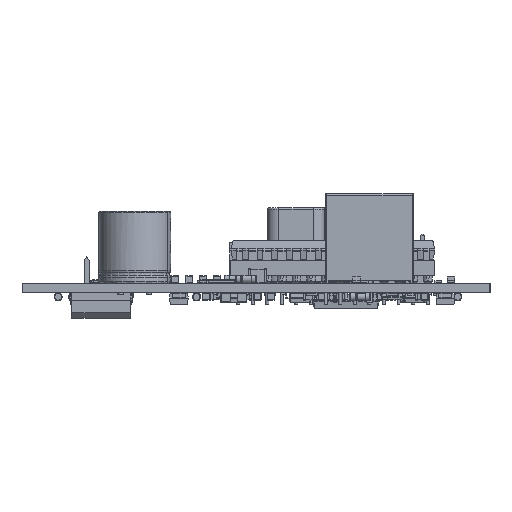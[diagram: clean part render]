
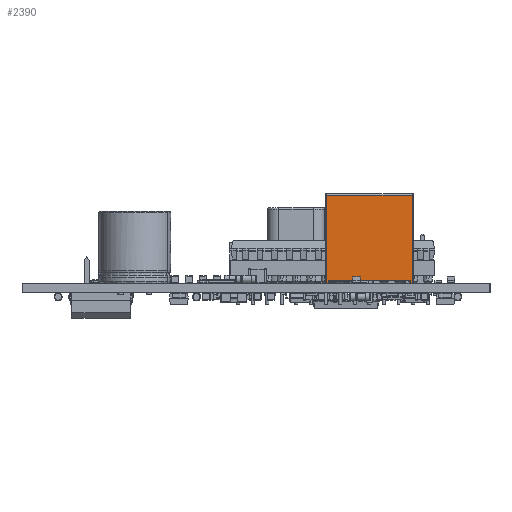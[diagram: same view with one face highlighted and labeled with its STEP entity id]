
A CAD part, left-side view. The second image highlights one B-rep face of the part: STEP entity #2390.
In plain terms, the highlighted face is planar.
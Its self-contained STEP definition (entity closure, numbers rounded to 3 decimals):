
#895 = PLANE('',#896);
#896 = AXIS2_PLACEMENT_3D('',#897,#898,#899);
#897 = CARTESIAN_POINT('',(8.5,0.,0.48));
#898 = DIRECTION('',(0.,0.,-1.));
#899 = DIRECTION('',(-1.,0.,0.));
#1213 = VERTEX_POINT('',#1214);
#1214 = CARTESIAN_POINT('',(18.3,7.2,0.48));
#1228 = PLANE('',#1229);
#1229 = AXIS2_PLACEMENT_3D('',#1230,#1231,#1232);
#1230 = CARTESIAN_POINT('',(-1.3,7.2,0.1));
#1231 = DIRECTION('',(0.,1.,0.));
#1232 = DIRECTION('',(1.,0.,0.));
#1240 = EDGE_CURVE('',#1241,#1213,#1243,.T.);
#1241 = VERTEX_POINT('',#1242);
#1242 = CARTESIAN_POINT('',(18.3,-7.2,0.48));
#1243 = SURFACE_CURVE('',#1244,(#1248,#1255),.PCURVE_S1.);
#1244 = LINE('',#1245,#1246);
#1245 = CARTESIAN_POINT('',(18.3,3.85,0.48));
#1246 = VECTOR('',#1247,1.);
#1247 = DIRECTION('',(0.,1.,0.));
#1248 = PCURVE('',#895,#1249);
#1249 = DEFINITIONAL_REPRESENTATION('',(#1250),#1254);
#1250 = LINE('',#1251,#1252);
#1251 = CARTESIAN_POINT('',(-9.8,3.85));
#1252 = VECTOR('',#1253,1.);
#1253 = DIRECTION('',(0.,1.));
#1254 = ( GEOMETRIC_REPRESENTATION_CONTEXT(2) 
PARAMETRIC_REPRESENTATION_CONTEXT() REPRESENTATION_CONTEXT('2D SPACE',''
  ) );
#1255 = PCURVE('',#1256,#1261);
#1256 = PLANE('',#1257);
#1257 = AXIS2_PLACEMENT_3D('',#1258,#1259,#1260);
#1258 = CARTESIAN_POINT('',(18.3,7.7,0.1));
#1259 = DIRECTION('',(1.,0.,0.));
#1260 = DIRECTION('',(0.,-1.,0.));
#1261 = DEFINITIONAL_REPRESENTATION('',(#1262),#1266);
#1262 = LINE('',#1263,#1264);
#1263 = CARTESIAN_POINT('',(3.85,-0.38));
#1264 = VECTOR('',#1265,1.);
#1265 = DIRECTION('',(-1.,0.));
#1266 = ( GEOMETRIC_REPRESENTATION_CONTEXT(2) 
PARAMETRIC_REPRESENTATION_CONTEXT() REPRESENTATION_CONTEXT('2D SPACE',''
  ) );
#1284 = PLANE('',#1285);
#1285 = AXIS2_PLACEMENT_3D('',#1286,#1287,#1288);
#1286 = CARTESIAN_POINT('',(19.3,-7.2,0.1));
#1287 = DIRECTION('',(0.,-1.,0.));
#1288 = DIRECTION('',(-1.,0.,0.));
#2077 = PLANE('',#2078);
#2078 = AXIS2_PLACEMENT_3D('',#2079,#2080,#2081);
#2079 = CARTESIAN_POINT('',(8.5,0.,0.1));
#2080 = DIRECTION('',(-0.,-0.,-1.));
#2081 = DIRECTION('',(-1.,0.,0.));
#2153 = CYLINDRICAL_SURFACE('',#2154,0.25);
#2154 = AXIS2_PLACEMENT_3D('',#2155,#2156,#2157);
#2155 = CARTESIAN_POINT('',(18.05,7.45,0.1));
#2156 = DIRECTION('',(0.,0.,1.));
#2157 = DIRECTION('',(1.,0.,-0.));
#2297 = VERTEX_POINT('',#2298);
#2298 = CARTESIAN_POINT('',(18.3,7.2,0.1));
#2321 = EDGE_CURVE('',#2297,#1213,#2322,.T.);
#2322 = SURFACE_CURVE('',#2323,(#2327,#2334),.PCURVE_S1.);
#2323 = LINE('',#2324,#2325);
#2324 = CARTESIAN_POINT('',(18.3,7.2,0.1));
#2325 = VECTOR('',#2326,1.);
#2326 = DIRECTION('',(0.,0.,1.));
#2327 = PCURVE('',#1228,#2328);
#2328 = DEFINITIONAL_REPRESENTATION('',(#2329),#2333);
#2329 = LINE('',#2330,#2331);
#2330 = CARTESIAN_POINT('',(19.6,0.));
#2331 = VECTOR('',#2332,1.);
#2332 = DIRECTION('',(0.,-1.));
#2333 = ( GEOMETRIC_REPRESENTATION_CONTEXT(2) 
PARAMETRIC_REPRESENTATION_CONTEXT() REPRESENTATION_CONTEXT('2D SPACE',''
  ) );
#2334 = PCURVE('',#1256,#2335);
#2335 = DEFINITIONAL_REPRESENTATION('',(#2336),#2340);
#2336 = LINE('',#2337,#2338);
#2337 = CARTESIAN_POINT('',(0.5,0.));
#2338 = VECTOR('',#2339,1.);
#2339 = DIRECTION('',(0.,-1.));
#2340 = ( GEOMETRIC_REPRESENTATION_CONTEXT(2) 
PARAMETRIC_REPRESENTATION_CONTEXT() REPRESENTATION_CONTEXT('2D SPACE',''
  ) );
#2390 = ADVANCED_FACE('',(#2391),#1256,.T.);
#2391 = FACE_BOUND('',#2392,.T.);
#2392 = EDGE_LOOP('',(#2393,#2418,#2446,#2474,#2502,#2523,#2524,#2525));
#2393 = ORIENTED_EDGE('',*,*,#2394,.T.);
#2394 = EDGE_CURVE('',#2395,#2397,#2399,.T.);
#2395 = VERTEX_POINT('',#2396);
#2396 = CARTESIAN_POINT('',(18.3,7.45,0.1));
#2397 = VERTEX_POINT('',#2398);
#2398 = CARTESIAN_POINT('',(18.3,7.45,15.35));
#2399 = SURFACE_CURVE('',#2400,(#2404,#2411),.PCURVE_S1.);
#2400 = LINE('',#2401,#2402);
#2401 = CARTESIAN_POINT('',(18.3,7.45,0.1));
#2402 = VECTOR('',#2403,1.);
#2403 = DIRECTION('',(0.,0.,1.));
#2404 = PCURVE('',#1256,#2405);
#2405 = DEFINITIONAL_REPRESENTATION('',(#2406),#2410);
#2406 = LINE('',#2407,#2408);
#2407 = CARTESIAN_POINT('',(0.25,0.));
#2408 = VECTOR('',#2409,1.);
#2409 = DIRECTION('',(0.,-1.));
#2410 = ( GEOMETRIC_REPRESENTATION_CONTEXT(2) 
PARAMETRIC_REPRESENTATION_CONTEXT() REPRESENTATION_CONTEXT('2D SPACE',''
  ) );
#2411 = PCURVE('',#2153,#2412);
#2412 = DEFINITIONAL_REPRESENTATION('',(#2413),#2417);
#2413 = LINE('',#2414,#2415);
#2414 = CARTESIAN_POINT('',(0.,0.));
#2415 = VECTOR('',#2416,1.);
#2416 = DIRECTION('',(0.,1.));
#2417 = ( GEOMETRIC_REPRESENTATION_CONTEXT(2) 
PARAMETRIC_REPRESENTATION_CONTEXT() REPRESENTATION_CONTEXT('2D SPACE',''
  ) );
#2418 = ORIENTED_EDGE('',*,*,#2419,.T.);
#2419 = EDGE_CURVE('',#2397,#2420,#2422,.T.);
#2420 = VERTEX_POINT('',#2421);
#2421 = CARTESIAN_POINT('',(18.3,-7.45,15.35));
#2422 = SURFACE_CURVE('',#2423,(#2427,#2434),.PCURVE_S1.);
#2423 = LINE('',#2424,#2425);
#2424 = CARTESIAN_POINT('',(18.3,7.45,15.35));
#2425 = VECTOR('',#2426,1.);
#2426 = DIRECTION('',(0.,-1.,0.));
#2427 = PCURVE('',#1256,#2428);
#2428 = DEFINITIONAL_REPRESENTATION('',(#2429),#2433);
#2429 = LINE('',#2430,#2431);
#2430 = CARTESIAN_POINT('',(0.25,-15.25));
#2431 = VECTOR('',#2432,1.);
#2432 = DIRECTION('',(1.,0.));
#2433 = ( GEOMETRIC_REPRESENTATION_CONTEXT(2) 
PARAMETRIC_REPRESENTATION_CONTEXT() REPRESENTATION_CONTEXT('2D SPACE',''
  ) );
#2434 = PCURVE('',#2435,#2440);
#2435 = CYLINDRICAL_SURFACE('',#2436,0.25);
#2436 = AXIS2_PLACEMENT_3D('',#2437,#2438,#2439);
#2437 = CARTESIAN_POINT('',(18.05,7.45,15.35));
#2438 = DIRECTION('',(0.,-1.,0.));
#2439 = DIRECTION('',(0.,0.,1.));
#2440 = DEFINITIONAL_REPRESENTATION('',(#2441),#2445);
#2441 = LINE('',#2442,#2443);
#2442 = CARTESIAN_POINT('',(4.712,0.));
#2443 = VECTOR('',#2444,1.);
#2444 = DIRECTION('',(0.,1.));
#2445 = ( GEOMETRIC_REPRESENTATION_CONTEXT(2) 
PARAMETRIC_REPRESENTATION_CONTEXT() REPRESENTATION_CONTEXT('2D SPACE',''
  ) );
#2446 = ORIENTED_EDGE('',*,*,#2447,.F.);
#2447 = EDGE_CURVE('',#2448,#2420,#2450,.T.);
#2448 = VERTEX_POINT('',#2449);
#2449 = CARTESIAN_POINT('',(18.3,-7.45,0.1));
#2450 = SURFACE_CURVE('',#2451,(#2455,#2462),.PCURVE_S1.);
#2451 = LINE('',#2452,#2453);
#2452 = CARTESIAN_POINT('',(18.3,-7.45,0.1));
#2453 = VECTOR('',#2454,1.);
#2454 = DIRECTION('',(0.,0.,1.));
#2455 = PCURVE('',#1256,#2456);
#2456 = DEFINITIONAL_REPRESENTATION('',(#2457),#2461);
#2457 = LINE('',#2458,#2459);
#2458 = CARTESIAN_POINT('',(15.15,0.));
#2459 = VECTOR('',#2460,1.);
#2460 = DIRECTION('',(0.,-1.));
#2461 = ( GEOMETRIC_REPRESENTATION_CONTEXT(2) 
PARAMETRIC_REPRESENTATION_CONTEXT() REPRESENTATION_CONTEXT('2D SPACE',''
  ) );
#2462 = PCURVE('',#2463,#2468);
#2463 = CYLINDRICAL_SURFACE('',#2464,0.25);
#2464 = AXIS2_PLACEMENT_3D('',#2465,#2466,#2467);
#2465 = CARTESIAN_POINT('',(18.05,-7.45,0.1));
#2466 = DIRECTION('',(0.,0.,1.));
#2467 = DIRECTION('',(0.,-1.,0.));
#2468 = DEFINITIONAL_REPRESENTATION('',(#2469),#2473);
#2469 = LINE('',#2470,#2471);
#2470 = CARTESIAN_POINT('',(1.571,0.));
#2471 = VECTOR('',#2472,1.);
#2472 = DIRECTION('',(0.,1.));
#2473 = ( GEOMETRIC_REPRESENTATION_CONTEXT(2) 
PARAMETRIC_REPRESENTATION_CONTEXT() REPRESENTATION_CONTEXT('2D SPACE',''
  ) );
#2474 = ORIENTED_EDGE('',*,*,#2475,.F.);
#2475 = EDGE_CURVE('',#2476,#2448,#2478,.T.);
#2476 = VERTEX_POINT('',#2477);
#2477 = CARTESIAN_POINT('',(18.3,-7.2,0.1));
#2478 = SURFACE_CURVE('',#2479,(#2483,#2490),.PCURVE_S1.);
#2479 = LINE('',#2480,#2481);
#2480 = CARTESIAN_POINT('',(18.3,7.7,0.1));
#2481 = VECTOR('',#2482,1.);
#2482 = DIRECTION('',(0.,-1.,0.));
#2483 = PCURVE('',#1256,#2484);
#2484 = DEFINITIONAL_REPRESENTATION('',(#2485),#2489);
#2485 = LINE('',#2486,#2487);
#2486 = CARTESIAN_POINT('',(0.,0.));
#2487 = VECTOR('',#2488,1.);
#2488 = DIRECTION('',(1.,0.));
#2489 = ( GEOMETRIC_REPRESENTATION_CONTEXT(2) 
PARAMETRIC_REPRESENTATION_CONTEXT() REPRESENTATION_CONTEXT('2D SPACE',''
  ) );
#2490 = PCURVE('',#2491,#2496);
#2491 = PLANE('',#2492);
#2492 = AXIS2_PLACEMENT_3D('',#2493,#2494,#2495);
#2493 = CARTESIAN_POINT('',(8.5,0.,0.1));
#2494 = DIRECTION('',(-0.,-0.,-1.));
#2495 = DIRECTION('',(-1.,0.,0.));
#2496 = DEFINITIONAL_REPRESENTATION('',(#2497),#2501);
#2497 = LINE('',#2498,#2499);
#2498 = CARTESIAN_POINT('',(-9.8,7.7));
#2499 = VECTOR('',#2500,1.);
#2500 = DIRECTION('',(0.,-1.));
#2501 = ( GEOMETRIC_REPRESENTATION_CONTEXT(2) 
PARAMETRIC_REPRESENTATION_CONTEXT() REPRESENTATION_CONTEXT('2D SPACE',''
  ) );
#2502 = ORIENTED_EDGE('',*,*,#2503,.F.);
#2503 = EDGE_CURVE('',#1241,#2476,#2504,.T.);
#2504 = SURFACE_CURVE('',#2505,(#2509,#2516),.PCURVE_S1.);
#2505 = LINE('',#2506,#2507);
#2506 = CARTESIAN_POINT('',(18.3,-7.2,0.1));
#2507 = VECTOR('',#2508,1.);
#2508 = DIRECTION('',(0.,0.,-1.));
#2509 = PCURVE('',#1256,#2510);
#2510 = DEFINITIONAL_REPRESENTATION('',(#2511),#2515);
#2511 = LINE('',#2512,#2513);
#2512 = CARTESIAN_POINT('',(14.9,0.));
#2513 = VECTOR('',#2514,1.);
#2514 = DIRECTION('',(0.,1.));
#2515 = ( GEOMETRIC_REPRESENTATION_CONTEXT(2) 
PARAMETRIC_REPRESENTATION_CONTEXT() REPRESENTATION_CONTEXT('2D SPACE',''
  ) );
#2516 = PCURVE('',#1284,#2517);
#2517 = DEFINITIONAL_REPRESENTATION('',(#2518),#2522);
#2518 = LINE('',#2519,#2520);
#2519 = CARTESIAN_POINT('',(1.,0.));
#2520 = VECTOR('',#2521,1.);
#2521 = DIRECTION('',(0.,1.));
#2522 = ( GEOMETRIC_REPRESENTATION_CONTEXT(2) 
PARAMETRIC_REPRESENTATION_CONTEXT() REPRESENTATION_CONTEXT('2D SPACE',''
  ) );
#2523 = ORIENTED_EDGE('',*,*,#1240,.T.);
#2524 = ORIENTED_EDGE('',*,*,#2321,.F.);
#2525 = ORIENTED_EDGE('',*,*,#2526,.F.);
#2526 = EDGE_CURVE('',#2395,#2297,#2527,.T.);
#2527 = SURFACE_CURVE('',#2528,(#2532,#2539),.PCURVE_S1.);
#2528 = LINE('',#2529,#2530);
#2529 = CARTESIAN_POINT('',(18.3,7.7,0.1));
#2530 = VECTOR('',#2531,1.);
#2531 = DIRECTION('',(0.,-1.,0.));
#2532 = PCURVE('',#1256,#2533);
#2533 = DEFINITIONAL_REPRESENTATION('',(#2534),#2538);
#2534 = LINE('',#2535,#2536);
#2535 = CARTESIAN_POINT('',(0.,0.));
#2536 = VECTOR('',#2537,1.);
#2537 = DIRECTION('',(1.,0.));
#2538 = ( GEOMETRIC_REPRESENTATION_CONTEXT(2) 
PARAMETRIC_REPRESENTATION_CONTEXT() REPRESENTATION_CONTEXT('2D SPACE',''
  ) );
#2539 = PCURVE('',#2077,#2540);
#2540 = DEFINITIONAL_REPRESENTATION('',(#2541),#2545);
#2541 = LINE('',#2542,#2543);
#2542 = CARTESIAN_POINT('',(-9.8,7.7));
#2543 = VECTOR('',#2544,1.);
#2544 = DIRECTION('',(0.,-1.));
#2545 = ( GEOMETRIC_REPRESENTATION_CONTEXT(2) 
PARAMETRIC_REPRESENTATION_CONTEXT() REPRESENTATION_CONTEXT('2D SPACE',''
  ) );
